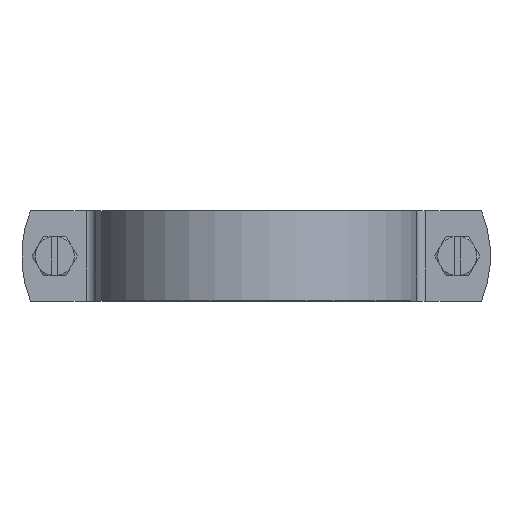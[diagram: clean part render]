
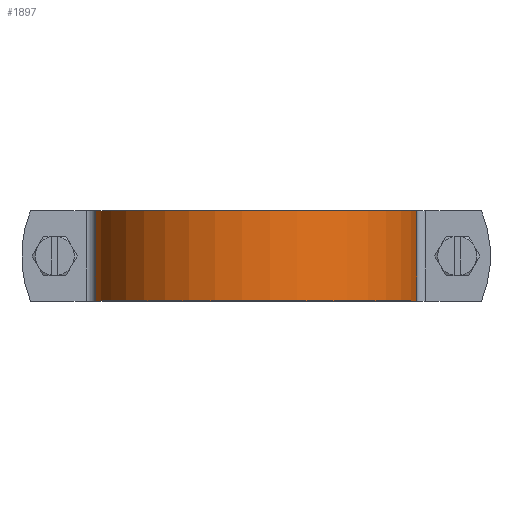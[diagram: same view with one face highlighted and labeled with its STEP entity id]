
A CAD part, top view. The second image highlights one B-rep face of the part: STEP entity #1897.
In plain terms, the highlighted cylindrical face has radius 540 mm (diameter 1080 mm), a partial arc.
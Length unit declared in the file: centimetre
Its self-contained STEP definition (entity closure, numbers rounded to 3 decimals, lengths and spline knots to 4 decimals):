
#183=FACE_OUTER_BOUND('',#310,.T.);
#310=EDGE_LOOP('',(#1346,#1347,#1348,#1349));
#453=LINE('',#2938,#593);
#454=LINE('',#2942,#594);
#593=VECTOR('',#2333,1.);
#594=VECTOR('',#2338,1.);
#724=CIRCLE('',#2035,54.);
#733=CIRCLE('',#2050,54.);
#842=VERTEX_POINT('',#2909);
#843=VERTEX_POINT('',#2911);
#850=VERTEX_POINT('',#2936);
#851=VERTEX_POINT('',#2940);
#1027=EDGE_CURVE('',#842,#843,#724,.T.);
#1041=EDGE_CURVE('',#850,#843,#453,.T.);
#1042=EDGE_CURVE('',#851,#850,#733,.T.);
#1043=EDGE_CURVE('',#851,#842,#454,.T.);
#1346=ORIENTED_EDGE('',*,*,#1042,.T.);
#1347=ORIENTED_EDGE('',*,*,#1041,.T.);
#1348=ORIENTED_EDGE('',*,*,#1027,.F.);
#1349=ORIENTED_EDGE('',*,*,#1043,.F.);
#1859=CYLINDRICAL_SURFACE('',#2049,54.);
#1897=ADVANCED_FACE('',(#183),#1859,.T.);
#2035=AXIS2_PLACEMENT_3D('',#2912,#2300,#2301);
#2049=AXIS2_PLACEMENT_3D('',#2939,#2334,#2335);
#2050=AXIS2_PLACEMENT_3D('',#2941,#2336,#2337);
#2300=DIRECTION('center_axis',(0.,-1.,0.));
#2301=DIRECTION('ref_axis',(0.991,0.,0.132));
#2333=DIRECTION('',(0.,-1.,0.));
#2334=DIRECTION('center_axis',(0.,-1.,0.));
#2335=DIRECTION('ref_axis',(0.991,0.,0.132));
#2336=DIRECTION('center_axis',(0.,-1.,0.));
#2337=DIRECTION('ref_axis',(0.991,0.,0.132));
#2338=DIRECTION('',(0.,-1.,0.));
#2909=CARTESIAN_POINT('',(879.6391,315.074,76.1538));
#2911=CARTESIAN_POINT('',(772.584,315.074,76.1053));
#2912=CARTESIAN_POINT('Origin',(826.1147,315.074,69.0022));
#2936=CARTESIAN_POINT('',(772.584,345.074,76.1053));
#2938=CARTESIAN_POINT('',(772.584,345.074,76.1053));
#2939=CARTESIAN_POINT('Origin',(826.1147,345.074,69.0022));
#2940=CARTESIAN_POINT('',(879.6391,345.074,76.1538));
#2941=CARTESIAN_POINT('Origin',(826.1147,345.074,69.0022));
#2942=CARTESIAN_POINT('',(879.6391,345.074,76.1538));
